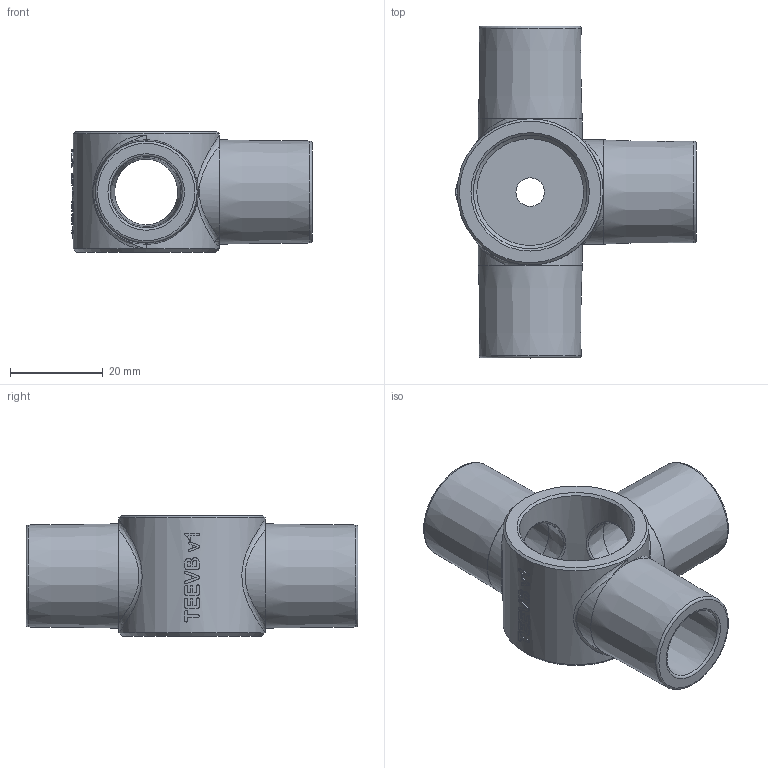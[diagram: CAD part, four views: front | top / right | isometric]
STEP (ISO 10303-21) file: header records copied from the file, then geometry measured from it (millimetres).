
FILE_DESCRIPTION(/* description */ (''),/* implementation_level */ '2;1');
FILE_NAME(/* name */ 'TeeValveBody_v001.stp',/* time_stamp */ '2020-03-19T12:47:54-07:00',/* author */ ('paddy'),/* organization */ (''),/* preprocessor_version */ 'ST-DEVELOPER v18',/* originating_system */ 'Autodesk Inventor 2020',/* authorisation */ '');
FILE_SCHEMA (('AUTOMOTIVE_DESIGN { 1 0 10303 214 3 1 1 }'));
Length unit declared in the file: millimetre
Products named in the file (1): 3 Way Tee
Bounding box: 51.75 x 71.5 x 26 mm (x, y, z)
Volume: 20792.9 mm3; surface area: 12669.4 mm2
Topology: 1 solids, 1 shells, 159 faces, 452 edges, 299 vertices
Faces by surface type: bspline 76, plane 43, cylinder 21, cone 13, torus 6
Full cylindrical faces by diameter (mm): 6.15 x1, 24.5 x1, 31.5 x1
Entity records: 8184 total; most frequent: CARTESIAN_POINT 4455, ORIENTED_EDGE 906, DIRECTION 546, EDGE_CURVE 453, VERTEX_POINT 302, AXIS2_PLACEMENT_3D 186, B_SPLINE_CURVE_WITH_KNOTS 177, LINE 174
